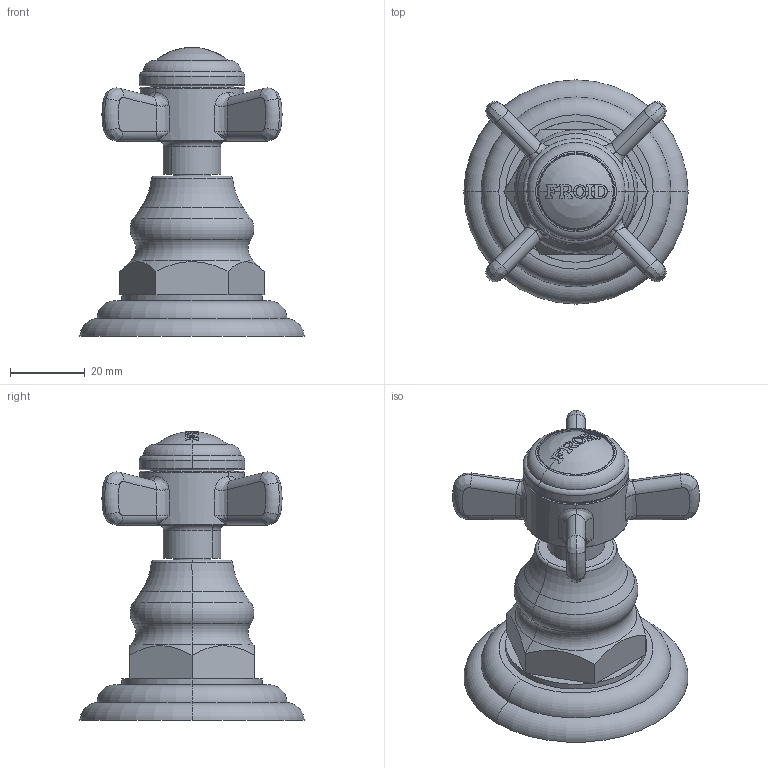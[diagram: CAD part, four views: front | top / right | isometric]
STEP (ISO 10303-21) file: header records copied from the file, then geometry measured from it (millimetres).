
FILE_DESCRIPTION((''),'2;1');
FILE_NAME('3-230C','2020-12-31T13:27:06',('jinson.thomas'),(''),'CREO PARAMETRIC BY PTC INC, 2018400','CREO PARAMETRIC BY PTC INC, 2018400','');
FILE_SCHEMA(('CONFIG_CONTROL_DESIGN'));
Length unit declared in the file: inch
Products named in the file (1): 3-230C
Bounding box: 59.94 x 59.94 x 77.27 mm (x, y, z)
Volume: 66018.1 mm3; surface area: 15477.1 mm2
Topology: 1 solids, 1 shells, 248 faces, 617 edges, 377 vertices
Faces by surface type: plane 82, cylinder 63, bspline 44, torus 36, sphere 11, cone 8, extrusion 4
Entity records: 11129 total; most frequent: CARTESIAN_POINT 5429, ORIENTED_EDGE 1230, DIRECTION 1178, EDGE_CURVE 615, AXIS2_PLACEMENT_3D 509, VERTEX_POINT 377, CIRCLE 309, EDGE_LOOP 256
